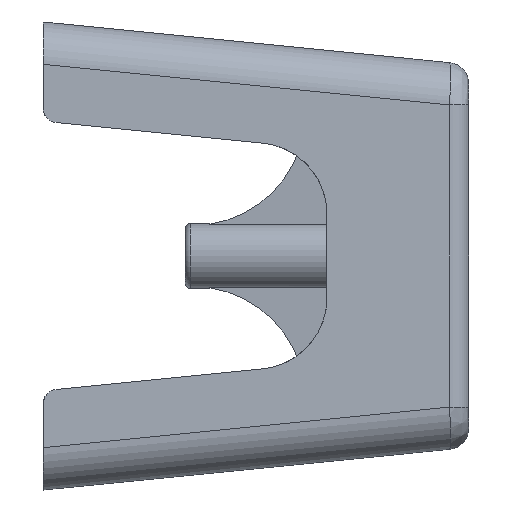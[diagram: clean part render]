
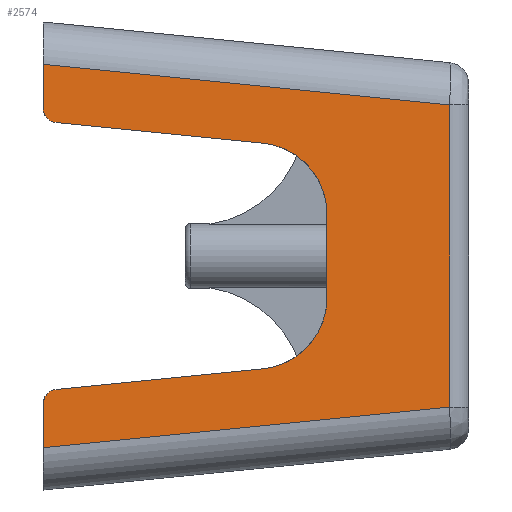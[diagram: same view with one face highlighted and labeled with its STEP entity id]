
A CAD part, left-side view. The second image highlights one B-rep face of the part: STEP entity #2574.
In plain terms, the highlighted planar face has unit normal (-0.995, -0.1, 0).
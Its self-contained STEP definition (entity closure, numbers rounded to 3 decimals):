
#100=ELLIPSE('',#2857,2.01,2.);
#101=ELLIPSE('',#2858,10.05,10.);
#102=ELLIPSE('',#2859,10.05,10.);
#103=ELLIPSE('',#2860,2.01,2.);
#132=PLANE('',#2856);
#261=LINE('',#4549,#457);
#271=LINE('',#4680,#467);
#272=LINE('',#4684,#468);
#273=LINE('',#4686,#469);
#274=LINE('',#4690,#470);
#275=LINE('',#4694,#471);
#276=LINE('',#4698,#472);
#277=LINE('',#4701,#473);
#457=VECTOR('',#3433,10.);
#467=VECTOR('',#3475,10.);
#468=VECTOR('',#3480,10.);
#469=VECTOR('',#3481,10.);
#470=VECTOR('',#3484,10.);
#471=VECTOR('',#3487,10.);
#472=VECTOR('',#3490,10.);
#473=VECTOR('',#3493,10.);
#685=FACE_OUTER_BOUND('',#855,.T.);
#855=EDGE_LOOP('',(#2095,#2096,#2097,#2098,#2099,#2100,#2101,#2102,#2103,
#2104,#2105,#2106));
#1246=VERTEX_POINT('',#4546);
#1247=VERTEX_POINT('',#4548);
#1262=VERTEX_POINT('',#4679);
#1263=VERTEX_POINT('',#4683);
#1264=VERTEX_POINT('',#4685);
#1265=VERTEX_POINT('',#4687);
#1266=VERTEX_POINT('',#4689);
#1267=VERTEX_POINT('',#4691);
#1268=VERTEX_POINT('',#4693);
#1269=VERTEX_POINT('',#4695);
#1270=VERTEX_POINT('',#4697);
#1271=VERTEX_POINT('',#4699);
#1544=EDGE_CURVE('',#1246,#1247,#261,.T.);
#1566=EDGE_CURVE('',#1247,#1262,#271,.T.);
#1568=EDGE_CURVE('',#1263,#1246,#272,.T.);
#1569=EDGE_CURVE('',#1264,#1263,#273,.T.);
#1570=EDGE_CURVE('',#1265,#1264,#100,.T.);
#1571=EDGE_CURVE('',#1265,#1266,#274,.T.);
#1572=EDGE_CURVE('',#1267,#1266,#101,.T.);
#1573=EDGE_CURVE('',#1268,#1267,#275,.T.);
#1574=EDGE_CURVE('',#1269,#1268,#102,.T.);
#1575=EDGE_CURVE('',#1269,#1270,#276,.T.);
#1576=EDGE_CURVE('',#1271,#1270,#103,.T.);
#1577=EDGE_CURVE('',#1262,#1271,#277,.T.);
#2095=ORIENTED_EDGE('',*,*,#1544,.F.);
#2096=ORIENTED_EDGE('',*,*,#1568,.F.);
#2097=ORIENTED_EDGE('',*,*,#1569,.F.);
#2098=ORIENTED_EDGE('',*,*,#1570,.F.);
#2099=ORIENTED_EDGE('',*,*,#1571,.T.);
#2100=ORIENTED_EDGE('',*,*,#1572,.F.);
#2101=ORIENTED_EDGE('',*,*,#1573,.F.);
#2102=ORIENTED_EDGE('',*,*,#1574,.F.);
#2103=ORIENTED_EDGE('',*,*,#1575,.T.);
#2104=ORIENTED_EDGE('',*,*,#1576,.F.);
#2105=ORIENTED_EDGE('',*,*,#1577,.F.);
#2106=ORIENTED_EDGE('',*,*,#1566,.F.);
#2574=ADVANCED_FACE('',(#685),#132,.T.);
#2856=AXIS2_PLACEMENT_3D('',#4682,#3478,#3479);
#2857=AXIS2_PLACEMENT_3D('',#4688,#3482,#3483);
#2858=AXIS2_PLACEMENT_3D('',#4692,#3485,#3486);
#2859=AXIS2_PLACEMENT_3D('',#4696,#3488,#3489);
#2860=AXIS2_PLACEMENT_3D('',#4700,#3491,#3492);
#3433=DIRECTION('',(0.,0.,-1.));
#3475=DIRECTION('',(-0.099,0.99,-0.099));
#3478=DIRECTION('center_axis',(-0.995,-0.1,0.));
#3479=DIRECTION('ref_axis',(0.,0.,
1.));
#3480=DIRECTION('',(0.099,-0.99,-0.099));
#3481=DIRECTION('',(0.,0.,1.));
#3482=DIRECTION('center_axis',(0.995,0.1,0.));
#3483=DIRECTION('ref_axis',(-0.1,0.995,0.));
#3484=DIRECTION('',(0.099,-0.99,-0.099));
#3485=DIRECTION('center_axis',(-0.995,-0.1,0.));
#3486=DIRECTION('ref_axis',(0.1,-0.995,0.));
#3487=DIRECTION('',(0.,0.,1.));
#3488=DIRECTION('center_axis',(-0.995,-0.1,0.));
#3489=DIRECTION('ref_axis',(0.1,-0.995,0.));
#3490=DIRECTION('',(-0.099,0.99,-0.099));
#3491=DIRECTION('center_axis',(0.995,0.1,0.));
#3492=DIRECTION('ref_axis',(-0.1,0.995,0.));
#3493=DIRECTION('',(0.,0.,1.));
#4546=CARTESIAN_POINT('',(-2.27,2.701,-3.7));
#4548=CARTESIAN_POINT('',(-2.27,2.701,-46.3));
#4549=CARTESIAN_POINT('',(-2.27,2.701,-38.5));
#4679=CARTESIAN_POINT('',(-8.,60.,-52.03));
#4680=CARTESIAN_POINT('',(-1.348,-6.523,-45.378));
#4682=CARTESIAN_POINT('Origin',(-2.,0.,-52.));
#4683=CARTESIAN_POINT('',(-8.,60.,2.03));
#4684=CARTESIAN_POINT('',(-1.745,-2.552,-4.225));
#4685=CARTESIAN_POINT('',(-8.,60.,-4.19));
#4686=CARTESIAN_POINT('',(-8.,60.,-38.5));
#4687=CARTESIAN_POINT('',(-7.82,58.199,-6.18));
#4688=CARTESIAN_POINT('Origin',(-7.8,58.,-4.19));
#4689=CARTESIAN_POINT('',(-4.9,29.005,-9.1));
#4690=CARTESIAN_POINT('',(-4.765,27.647,-9.235));
#4691=CARTESIAN_POINT('',(-4.,20.,-19.05));
#4692=CARTESIAN_POINT('Origin',(-5.,30.,-19.05));
#4693=CARTESIAN_POINT('',(-4.,20.,-30.95));
#4694=CARTESIAN_POINT('',(-4.,20.,-54.));
#4695=CARTESIAN_POINT('',(-4.9,29.005,-40.9));
#4696=CARTESIAN_POINT('Origin',(-5.,30.,-30.95));
#4697=CARTESIAN_POINT('',(-7.82,58.199,-43.82));
#4698=CARTESIAN_POINT('',(-3.049,10.49,-39.049));
#4699=CARTESIAN_POINT('',(-8.,60.,-45.81));
#4700=CARTESIAN_POINT('Origin',(-7.8,58.,-45.81));
#4701=CARTESIAN_POINT('',(-8.,60.,-38.5));
